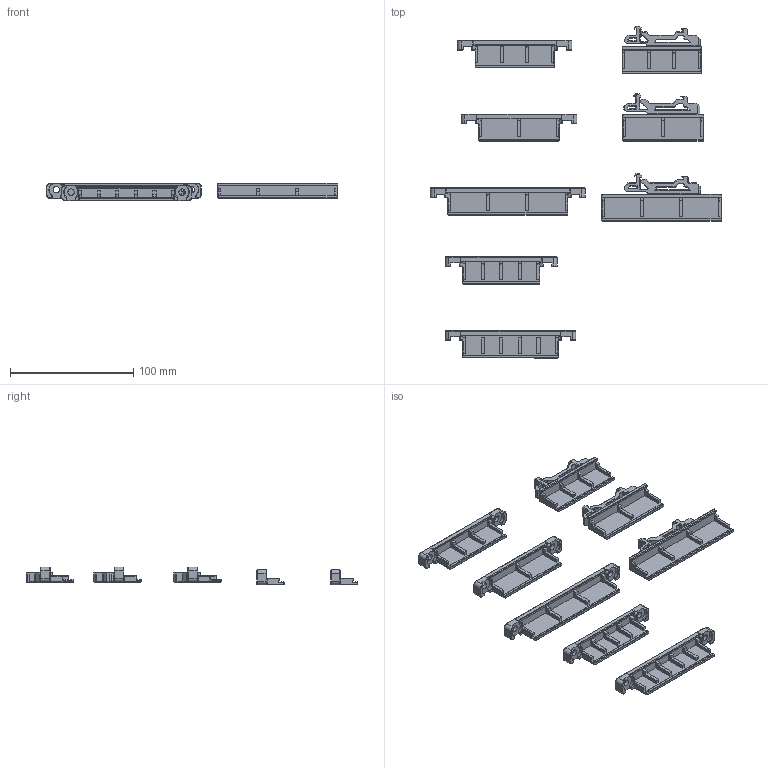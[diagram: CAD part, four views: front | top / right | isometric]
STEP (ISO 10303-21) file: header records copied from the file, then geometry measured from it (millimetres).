
FILE_DESCRIPTION(/* description */ (''),/* implementation_level */ '2;1');
FILE_NAME(/* name */ 'Wago 221-xxx Extrusion & Thin Din Mount v11.step',/* time_stamp */ '2022-02-19T14:40:56-08:00',/* author */ (''),/* organization */ (''),/* preprocessor_version */ 'ST-DEVELOPER v18.1',/* originating_system */ 'Autodesk Translation Framework v10.13.0.1454',/* authorisation */ '');
FILE_SCHEMA (('AUTOMOTIVE_DESIGN { 1 0 10303 214 3 1 1 }'));
Length unit declared in the file: millimetre
Products named in the file (12): Wago 221-xxx Extrusion & Thin Din Mount; Wago 4x 221-412 Extrusion Mount; PCB DIN Clip (1); M2x10 Self-tapping Screw (1); M2x10 Self-tapping Screw (15); Wago 3x 221-415 Thin Din Rail Mount; Wago 3x 221-413 Thin Din Rail Mount; Wago 2x 221-415 Thin Din Rail Mount; Wago 3x 221-415 Extrusion Mount; Wago 3x 221-413 Extrusion Mount; Wago 5x 221-412 Extrusion Mount; Wago 2x 221-415 Extrusion Mount
Assembly tree (13 placements, depth 3):
  Wago 221-xxx Extrusion & Thin Din Mount
    Wago 4x 221-412 Extrusion Mount
    Wago 3x 221-415 Extrusion Mount  x2
    PCB DIN Clip (1)
      M2x10 Self-tapping Screw (1)
      M2x10 Self-tapping Screw (15)
    Wago 3x 221-415 Thin Din Rail Mount  x2
    Wago 3x 221-413 Thin Din Rail Mount
    Wago 2x 221-415 Thin Din Rail Mount
    Wago 3x 221-413 Extrusion Mount
    Wago 5x 221-412 Extrusion Mount
    Wago 2x 221-415 Extrusion Mount
Bounding box: 236.65 x 269.85 x 14.2 mm (x, y, z)
Volume: 86286.1 mm3; surface area: 80524.3 mm2
Topology: 10 solids, 10 shells, 2284 faces, 5640 edges, 3376 vertices
Faces by surface type: plane 2092, cone 120, cylinder 72
Full cylindrical faces by diameter (mm): 5.2 x12
Entity records: 51857 total; most frequent: CARTESIAN_POINT 9234, ORIENTED_EDGE 8942, DIRECTION 8287, EDGE_CURVE 4471, LINE 4121, VECTOR 4121, VERTEX_POINT 2680, AXIS2_PLACEMENT_3D 2083
